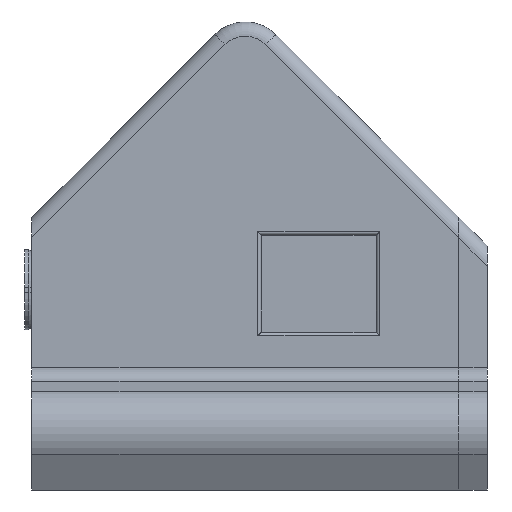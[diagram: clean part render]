
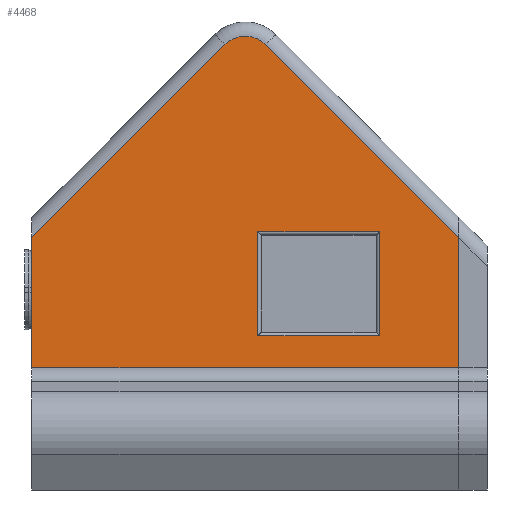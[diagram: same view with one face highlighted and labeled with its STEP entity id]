
A CAD part, left-side view. The second image highlights one B-rep face of the part: STEP entity #4468.
In plain terms, the highlighted planar face has unit normal (-1, 0, 0).
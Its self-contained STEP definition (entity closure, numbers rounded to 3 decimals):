
#151=FACE_BOUND('',#746,.T.);
#258=PLANE('',#4779);
#478=FACE_OUTER_BOUND('',#745,.T.);
#745=EDGE_LOOP('',(#3633,#3634,#3635,#3636,#3637,#3638));
#746=EDGE_LOOP('',(#3639,#3640,#3641,#3642));
#911=LINE('',#6272,#1332);
#1095=LINE('',#7332,#1516);
#1098=LINE('',#7347,#1519);
#1104=LINE('',#7362,#1525);
#1120=LINE('',#7411,#1541);
#1129=LINE('',#7439,#1550);
#1130=LINE('',#7441,#1551);
#1131=LINE('',#7443,#1552);
#1132=LINE('',#7444,#1553);
#1332=VECTOR('',#5069,10.);
#1516=VECTOR('',#5493,10.);
#1519=VECTOR('',#5510,10.);
#1525=VECTOR('',#5526,10.);
#1541=VECTOR('',#5576,10.);
#1550=VECTOR('',#5613,10.);
#1551=VECTOR('',#5614,10.);
#1552=VECTOR('',#5615,10.);
#1553=VECTOR('',#5616,10.);
#1787=CIRCLE('',#4741,4.);
#1900=VERTEX_POINT('',#6246);
#1912=VERTEX_POINT('',#6270);
#2108=VERTEX_POINT('',#7331);
#2110=VERTEX_POINT('',#7337);
#2112=VERTEX_POINT('',#7343);
#2117=VERTEX_POINT('',#7361);
#2137=VERTEX_POINT('',#7437);
#2138=VERTEX_POINT('',#7438);
#2139=VERTEX_POINT('',#7440);
#2140=VERTEX_POINT('',#7442);
#2339=EDGE_CURVE('',#1900,#1912,#911,.T.);
#2638=EDGE_CURVE('',#1900,#2108,#1095,.T.);
#2643=EDGE_CURVE('',#2108,#2110,#1787,.T.);
#2646=EDGE_CURVE('',#2110,#2112,#1098,.T.);
#2653=EDGE_CURVE('',#2112,#2117,#1104,.T.);
#2679=EDGE_CURVE('',#2117,#1912,#1120,.T.);
#2691=EDGE_CURVE('',#2137,#2138,#1129,.T.);
#2692=EDGE_CURVE('',#2139,#2137,#1130,.T.);
#2693=EDGE_CURVE('',#2140,#2139,#1131,.T.);
#2694=EDGE_CURVE('',#2138,#2140,#1132,.T.);
#3633=ORIENTED_EDGE('',*,*,#2638,.F.);
#3634=ORIENTED_EDGE('',*,*,#2339,.T.);
#3635=ORIENTED_EDGE('',*,*,#2679,.F.);
#3636=ORIENTED_EDGE('',*,*,#2653,.F.);
#3637=ORIENTED_EDGE('',*,*,#2646,.F.);
#3638=ORIENTED_EDGE('',*,*,#2643,.F.);
#3639=ORIENTED_EDGE('',*,*,#2691,.F.);
#3640=ORIENTED_EDGE('',*,*,#2692,.F.);
#3641=ORIENTED_EDGE('',*,*,#2693,.F.);
#3642=ORIENTED_EDGE('',*,*,#2694,.F.);
#4468=ADVANCED_FACE('',(#478,#151),#258,.T.);
#4741=AXIS2_PLACEMENT_3D('',#7341,#5503,#5504);
#4779=AXIS2_PLACEMENT_3D('',#7436,#5611,#5612);
#5069=DIRECTION('',(0.,0.,-1.));
#5493=DIRECTION('',(0.,-0.707,0.707));
#5503=DIRECTION('center_axis',(1.,0.,0.));
#5504=DIRECTION('ref_axis',(0.,0.,1.));
#5510=DIRECTION('',(0.,-0.707,-0.707));
#5526=DIRECTION('',(0.,0.,-1.));
#5576=DIRECTION('',(0.,1.,0.));
#5611=DIRECTION('center_axis',(-1.,0.,0.));
#5612=DIRECTION('ref_axis',(0.,1.,0.));
#5613=DIRECTION('',(0.,-1.,0.));
#5614=DIRECTION('',(0.,0.,-1.));
#5615=DIRECTION('',(0.,1.,0.));
#5616=DIRECTION('',(0.,0.,1.));
#6246=CARTESIAN_POINT('',(-50.809,0.,35.172));
#6270=CARTESIAN_POINT('',(-50.809,0.,17.041));
#6272=CARTESIAN_POINT('',(-50.809,0.,38.));
#7331=CARTESIAN_POINT('',(-50.809,-26.922,62.093));
#7332=CARTESIAN_POINT('',(-50.809,-16.289,51.461));
#7337=CARTESIAN_POINT('',(-50.809,-32.578,62.093));
#7341=CARTESIAN_POINT('Origin',(-50.809,-29.75,59.265));
#7343=CARTESIAN_POINT('',(-50.809,-59.5,35.172));
#7347=CARTESIAN_POINT('',(-50.809,-45.332,49.339));
#7361=CARTESIAN_POINT('',(-50.809,-59.5,17.041));
#7362=CARTESIAN_POINT('',(-50.809,-59.5,38.));
#7411=CARTESIAN_POINT('',(-50.809,-59.5,17.041));
#7436=CARTESIAN_POINT('Origin',(-50.809,-59.5,38.));
#7437=CARTESIAN_POINT('',(-50.809,-31.5,21.5));
#7438=CARTESIAN_POINT('',(-50.809,-48.5,21.5));
#7439=CARTESIAN_POINT('',(-50.809,-53.75,21.5));
#7440=CARTESIAN_POINT('',(-50.809,-31.5,36.));
#7441=CARTESIAN_POINT('',(-50.809,-31.5,30.));
#7442=CARTESIAN_POINT('',(-50.809,-48.5,36.));
#7443=CARTESIAN_POINT('',(-50.809,-45.75,36.));
#7444=CARTESIAN_POINT('',(-50.809,-48.5,36.75));
